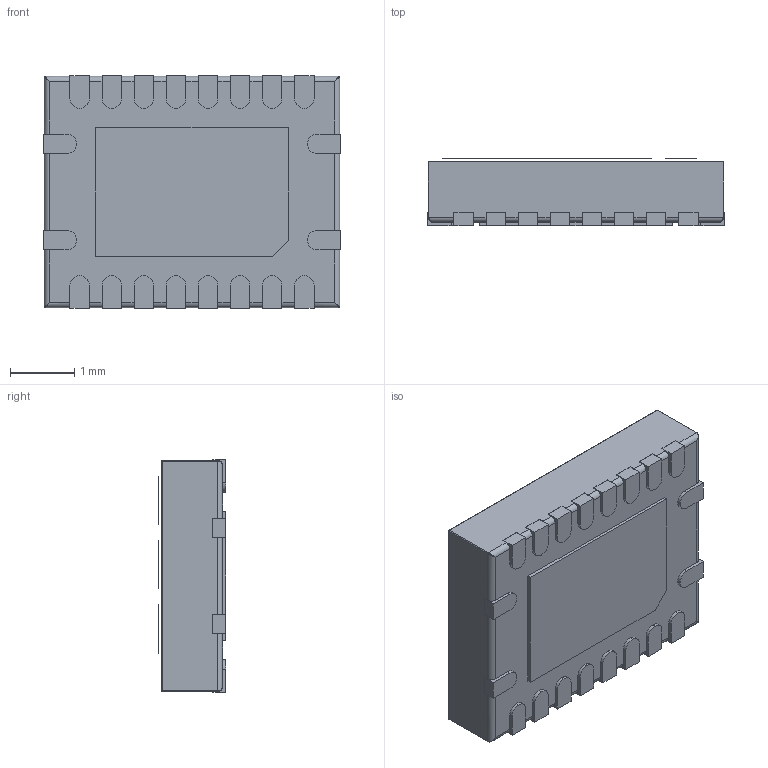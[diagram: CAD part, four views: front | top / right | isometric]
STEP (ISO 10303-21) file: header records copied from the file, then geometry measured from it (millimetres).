
FILE_DESCRIPTION (( 'STEP AP214' ), '1' );
FILE_NAME ('User Library-PVQFN-N20_TXS0108ERGYR.STEP', '2020-02-21T10:02:17', ( '' ), ( '' ), 'SwSTEP 2.0', 'SolidWorks 2019', '' );
FILE_SCHEMA (( 'AUTOMOTIVE_DESIGN' ));
Length unit declared in the file: millimetre
Products named in the file (5): String1; User Library-PVQFN-N20_TXS0108ERGYR; User_Library-PVQFN-N20_(RGY)-1; String003; String002
Assembly tree (4 placements, depth 2):
  User Library-PVQFN-N20_TXS0108ERGYR
    User_Library-PVQFN-N20_(RGY)-1
    String1
    String003
    String002
Bounding box: 4.62 x 1.05 x 3.62 mm (x, y, z)
Volume: 16.2 mm3; surface area: 52.9 mm2
Topology: 1 solids, 16 shells, 230 faces, 920 edges, 701 vertices
Faces by surface type: plane 148, cylinder 74, bspline 8
Entity records: 10536 total; most frequent: CARTESIAN_POINT 2532, ORIENTED_EDGE 1521, DIRECTION 1341, EDGE_CURVE 912, VERTEX_POINT 701, LINE 601, VECTOR 601, AXIS2_PLACEMENT_3D 370
